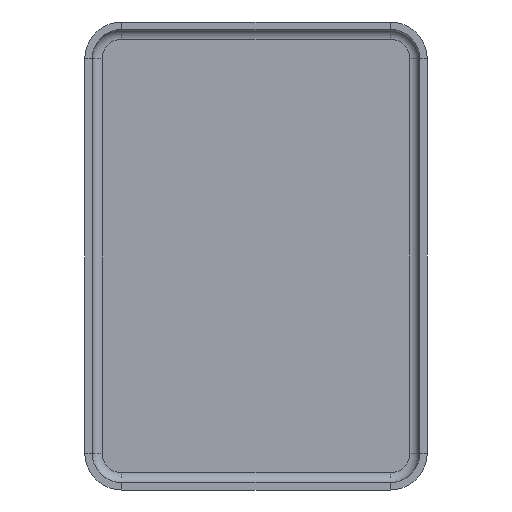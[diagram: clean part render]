
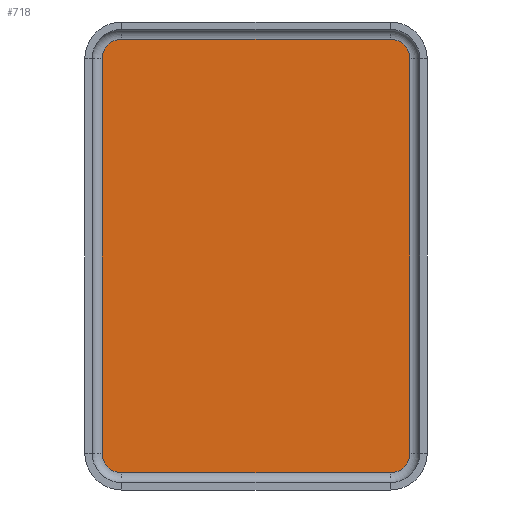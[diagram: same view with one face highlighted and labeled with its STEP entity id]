
A CAD part, front view. The second image highlights one B-rep face of the part: STEP entity #718.
In plain terms, the highlighted planar face has unit normal (0, -1, 0).
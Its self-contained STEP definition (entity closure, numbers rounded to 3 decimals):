
#4 = CARTESIAN_POINT ( 'NONE',  ( 5.45, -0.3, -8.8 ) ) ;
#17 = EDGE_CURVE ( 'NONE', #327, #45, #485, .T. ) ;
#38 = PLANE ( 'NONE',  #529 ) ;
#45 = VERTEX_POINT ( 'NONE', #800 ) ;
#60 = CIRCLE ( 'NONE', #283, 0.8 ) ;
#61 = DIRECTION ( 'NONE',  ( 0., 0., 1. ) ) ;
#79 = DIRECTION ( 'NONE',  ( 0., 0., 1. ) ) ;
#83 = DIRECTION ( 'NONE',  ( 0., 1., 0. ) ) ;
#95 = DIRECTION ( 'NONE',  ( 0., 1., 0. ) ) ;
#96 = EDGE_CURVE ( 'NONE', #756, #165, #467, .T. ) ;
#107 = CARTESIAN_POINT ( 'NONE',  ( 5.45, -0.3, -8.8 ) ) ;
#144 = CARTESIAN_POINT ( 'NONE',  ( 5.45, -0.3, -8. ) ) ;
#147 = CARTESIAN_POINT ( 'NONE',  ( -6.25, -0.3, 8. ) ) ;
#153 = EDGE_CURVE ( 'NONE', #537, #756, #702, .T. ) ;
#154 = CARTESIAN_POINT ( 'NONE',  ( 6.25, -0.3, -8. ) ) ;
#155 = EDGE_LOOP ( 'NONE', ( #390, #1023, #958, #901, #737, #914, #608, #1115 ) ) ;
#165 = VERTEX_POINT ( 'NONE', #360 ) ;
#167 = DIRECTION ( 'NONE',  ( 0., 0., -1. ) ) ;
#173 = CARTESIAN_POINT ( 'NONE',  ( -5.45, -0.3, 8. ) ) ;
#205 = FACE_OUTER_BOUND ( 'NONE', #155, .T. ) ;
#213 = CARTESIAN_POINT ( 'NONE',  ( 5.45, -0.3, 8. ) ) ;
#219 = AXIS2_PLACEMENT_3D ( 'NONE', #910, #95, #79 ) ;
#258 = VERTEX_POINT ( 'NONE', #154 ) ;
#283 = AXIS2_PLACEMENT_3D ( 'NONE', #144, #316, #61 ) ;
#308 = VECTOR ( 'NONE', #1006, 1000. ) ;
#316 = DIRECTION ( 'NONE',  ( 0., 1., 0. ) ) ;
#327 = VERTEX_POINT ( 'NONE', #147 ) ;
#331 = CARTESIAN_POINT ( 'NONE',  ( 6.25, -0.3, 8. ) ) ;
#353 = VERTEX_POINT ( 'NONE', #892 ) ;
#360 = CARTESIAN_POINT ( 'NONE',  ( -6.25, -0.3, -8. ) ) ;
#390 = ORIENTED_EDGE ( 'NONE', *, *, #881, .F. ) ;
#398 = DIRECTION ( 'NONE',  ( 0., 1., 0. ) ) ;
#427 = EDGE_CURVE ( 'NONE', #353, #258, #884, .T. ) ;
#432 = VERTEX_POINT ( 'NONE', #531 ) ;
#448 = EDGE_CURVE ( 'NONE', #165, #327, #823, .T. ) ;
#467 = CIRCLE ( 'NONE', #219, 0.8 ) ;
#485 = CIRCLE ( 'NONE', #1073, 0.8 ) ;
#510 = VECTOR ( 'NONE', #813, 1000. ) ;
#527 = EDGE_CURVE ( 'NONE', #45, #432, #1094, .T. ) ;
#528 = CARTESIAN_POINT ( 'NONE',  ( -6.25, -0.3, -8. ) ) ;
#529 = AXIS2_PLACEMENT_3D ( 'NONE', #213, #849, #656 ) ;
#531 = CARTESIAN_POINT ( 'NONE',  ( 5.45, -0.3, 8.8 ) ) ;
#537 = VERTEX_POINT ( 'NONE', #107 ) ;
#608 = ORIENTED_EDGE ( 'NONE', *, *, #1076, .F. ) ;
#624 = AXIS2_PLACEMENT_3D ( 'NONE', #935, #398, #744 ) ;
#656 = DIRECTION ( 'NONE',  ( 0., 0., -1. ) ) ;
#658 = VECTOR ( 'NONE', #730, 1000. ) ;
#702 = LINE ( 'NONE', #4, #308 ) ;
#718 = ADVANCED_FACE ( 'NONE', ( #205 ), #38, .T. ) ;
#730 = DIRECTION ( 'NONE',  ( 0., 0., 1. ) ) ;
#737 = ORIENTED_EDGE ( 'NONE', *, *, #96, .F. ) ;
#744 = DIRECTION ( 'NONE',  ( 0., 0., 1. ) ) ;
#756 = VERTEX_POINT ( 'NONE', #846 ) ;
#800 = CARTESIAN_POINT ( 'NONE',  ( -5.45, -0.3, 8.8 ) ) ;
#813 = DIRECTION ( 'NONE',  ( 1., 0., 0. ) ) ;
#823 = LINE ( 'NONE', #528, #658 ) ;
#846 = CARTESIAN_POINT ( 'NONE',  ( -5.45, -0.3, -8.8 ) ) ;
#849 = DIRECTION ( 'NONE',  ( 0., -1., 0. ) ) ;
#881 = EDGE_CURVE ( 'NONE', #432, #353, #1132, .T. ) ;
#884 = LINE ( 'NONE', #331, #1035 ) ;
#892 = CARTESIAN_POINT ( 'NONE',  ( 6.25, -0.3, 8. ) ) ;
#901 = ORIENTED_EDGE ( 'NONE', *, *, #448, .F. ) ;
#907 = CARTESIAN_POINT ( 'NONE',  ( -5.45, -0.3, 8.8 ) ) ;
#910 = CARTESIAN_POINT ( 'NONE',  ( -5.45, -0.3, -8. ) ) ;
#914 = ORIENTED_EDGE ( 'NONE', *, *, #153, .F. ) ;
#935 = CARTESIAN_POINT ( 'NONE',  ( 5.45, -0.3, 8. ) ) ;
#958 = ORIENTED_EDGE ( 'NONE', *, *, #17, .F. ) ;
#1006 = DIRECTION ( 'NONE',  ( -1., 0., 0. ) ) ;
#1023 = ORIENTED_EDGE ( 'NONE', *, *, #527, .F. ) ;
#1035 = VECTOR ( 'NONE', #167, 1000. ) ;
#1073 = AXIS2_PLACEMENT_3D ( 'NONE', #173, #83, #1161 ) ;
#1076 = EDGE_CURVE ( 'NONE', #258, #537, #60, .T. ) ;
#1094 = LINE ( 'NONE', #907, #510 ) ;
#1115 = ORIENTED_EDGE ( 'NONE', *, *, #427, .F. ) ;
#1132 = CIRCLE ( 'NONE', #624, 0.8 ) ;
#1161 = DIRECTION ( 'NONE',  ( 0., 0., 1. ) ) ;
